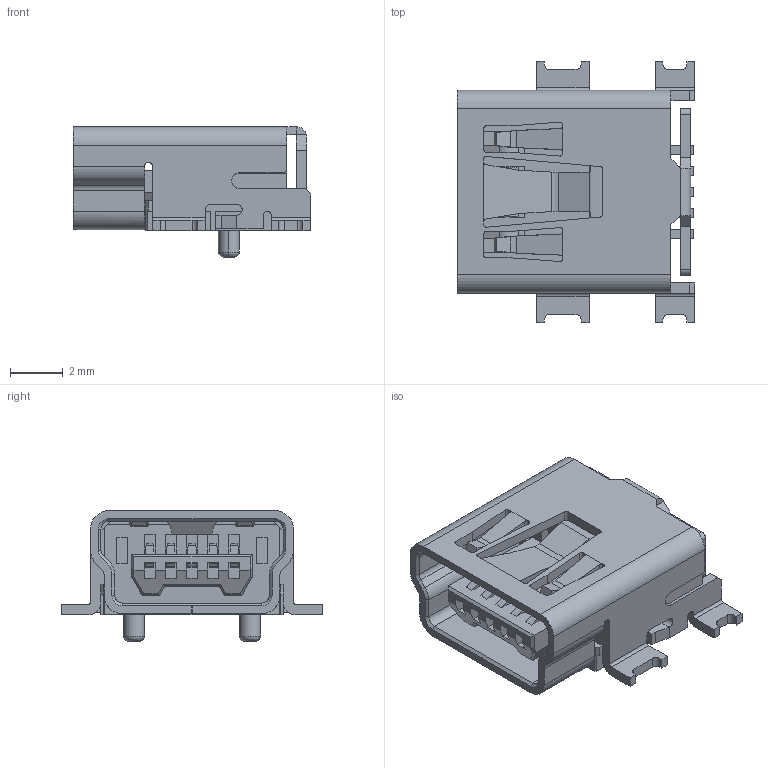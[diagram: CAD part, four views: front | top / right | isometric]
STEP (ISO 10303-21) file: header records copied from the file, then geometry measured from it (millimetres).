
FILE_DESCRIPTION(('FreeCAD Model'),'2;1');
FILE_NAME('67503-1020_1.step','2017-12-05T16:35:31',( 'kicad StepUp'),('ksu MCAD'),'Open CASCADE STEP processor 6.8', 'FreeCAD','Unknown');
FILE_SCHEMA(('AUTOMOTIVE_DESIGN_CC2 { 1 2 10303 214 -1 1 5 4 }'));
Length unit declared in the file: millimetre
Products named in the file (1): 67503-1020_1
Bounding box: 9 x 9.9 x 4.95 mm (x, y, z)
Volume: 158.7 mm3; surface area: 583.1 mm2
Topology: 1 solids, 1 shells, 568 faces, 1660 edges, 1080 vertices
Faces by surface type: plane 415, cylinder 121, bspline 24, cone 8
Entity records: 19513 total; most frequent: CARTESIAN_POINT 4420, ORIENTED_EDGE 3320, DIRECTION 2909, EDGE_CURVE 1660, LINE 1317, VECTOR 1317, VERTEX_POINT 1080, AXIS2_PLACEMENT_3D 796
